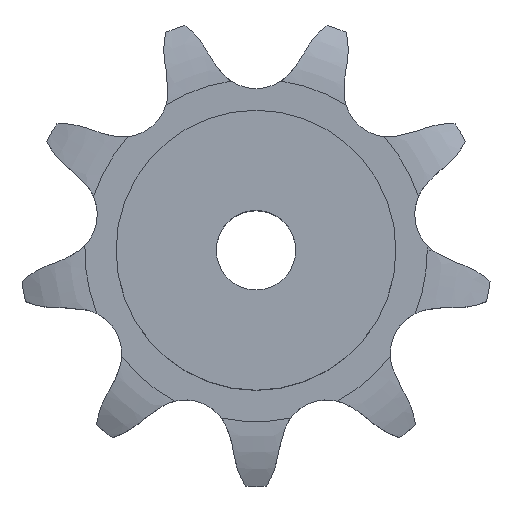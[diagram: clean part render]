
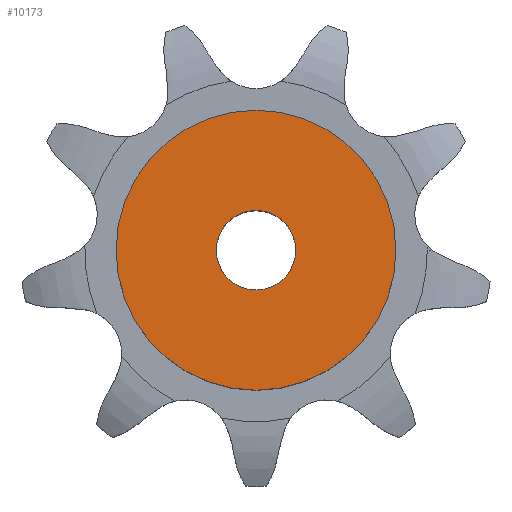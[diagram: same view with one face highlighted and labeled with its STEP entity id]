
A CAD part, top view. The second image highlights one B-rep face of the part: STEP entity #10173.
In plain terms, the highlighted planar face has unit normal (0, 0, 1).
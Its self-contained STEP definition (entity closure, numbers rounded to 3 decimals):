
#1845 = CYLINDRICAL_SURFACE('',#1846,44.);
#1846 = AXIS2_PLACEMENT_3D('',#1847,#1848,#1849);
#1847 = CARTESIAN_POINT('',(0.,0.,0.));
#1848 = DIRECTION('',(-0.,-0.,-1.));
#1849 = DIRECTION('',(1.,0.,0.));
#6772 = VERTEX_POINT('',#6773);
#6773 = CARTESIAN_POINT('',(44.,0.,70.));
#6794 = EDGE_CURVE('',#6772,#6772,#6795,.T.);
#6795 = SURFACE_CURVE('',#6796,(#6801,#6808),.PCURVE_S1.);
#6796 = CIRCLE('',#6797,44.);
#6797 = AXIS2_PLACEMENT_3D('',#6798,#6799,#6800);
#6798 = CARTESIAN_POINT('',(0.,0.,70.));
#6799 = DIRECTION('',(0.,0.,1.));
#6800 = DIRECTION('',(1.,0.,0.));
#6801 = PCURVE('',#1845,#6802);
#6802 = DEFINITIONAL_REPRESENTATION('',(#6803),#6807);
#6803 = LINE('',#6804,#6805);
#6804 = CARTESIAN_POINT('',(-0.,-70.));
#6805 = VECTOR('',#6806,1.);
#6806 = DIRECTION('',(-1.,0.));
#6807 = ( GEOMETRIC_REPRESENTATION_CONTEXT(2) 
PARAMETRIC_REPRESENTATION_CONTEXT() REPRESENTATION_CONTEXT('2D SPACE',''
  ) );
#6808 = PCURVE('',#6809,#6814);
#6809 = PLANE('',#6810);
#6810 = AXIS2_PLACEMENT_3D('',#6811,#6812,#6813);
#6811 = CARTESIAN_POINT('',(0.,0.,70.)
  );
#6812 = DIRECTION('',(0.,0.,1.));
#6813 = DIRECTION('',(1.,0.,0.));
#6814 = DEFINITIONAL_REPRESENTATION('',(#6815),#6819);
#6815 = CIRCLE('',#6816,44.);
#6816 = AXIS2_PLACEMENT_2D('',#6817,#6818);
#6817 = CARTESIAN_POINT('',(0.,0.));
#6818 = DIRECTION('',(1.,0.));
#6819 = ( GEOMETRIC_REPRESENTATION_CONTEXT(2) 
PARAMETRIC_REPRESENTATION_CONTEXT() REPRESENTATION_CONTEXT('2D SPACE',''
  ) );
#8810 = CYLINDRICAL_SURFACE('',#8811,12.5);
#8811 = AXIS2_PLACEMENT_3D('',#8812,#8813,#8814);
#8812 = CARTESIAN_POINT('',(0.,0.,268.497));
#8813 = DIRECTION('',(0.,0.,1.));
#8814 = DIRECTION('',(1.,0.,0.));
#10173 = ADVANCED_FACE('',(#10174,#10177),#6809,.T.);
#10174 = FACE_BOUND('',#10175,.T.);
#10175 = EDGE_LOOP('',(#10176));
#10176 = ORIENTED_EDGE('',*,*,#6794,.T.);
#10177 = FACE_BOUND('',#10178,.T.);
#10178 = EDGE_LOOP('',(#10179));
#10179 = ORIENTED_EDGE('',*,*,#10180,.F.);
#10180 = EDGE_CURVE('',#10181,#10181,#10183,.T.);
#10181 = VERTEX_POINT('',#10182);
#10182 = CARTESIAN_POINT('',(12.5,0.,70.));
#10183 = SURFACE_CURVE('',#10184,(#10189,#10196),.PCURVE_S1.);
#10184 = CIRCLE('',#10185,12.5);
#10185 = AXIS2_PLACEMENT_3D('',#10186,#10187,#10188);
#10186 = CARTESIAN_POINT('',(0.,0.,70.));
#10187 = DIRECTION('',(0.,0.,1.));
#10188 = DIRECTION('',(1.,0.,0.));
#10189 = PCURVE('',#6809,#10190);
#10190 = DEFINITIONAL_REPRESENTATION('',(#10191),#10195);
#10191 = CIRCLE('',#10192,12.5);
#10192 = AXIS2_PLACEMENT_2D('',#10193,#10194);
#10193 = CARTESIAN_POINT('',(0.,0.));
#10194 = DIRECTION('',(1.,0.));
#10195 = ( GEOMETRIC_REPRESENTATION_CONTEXT(2) 
PARAMETRIC_REPRESENTATION_CONTEXT() REPRESENTATION_CONTEXT('2D SPACE',''
  ) );
#10196 = PCURVE('',#8810,#10197);
#10197 = DEFINITIONAL_REPRESENTATION('',(#10198),#10202);
#10198 = LINE('',#10199,#10200);
#10199 = CARTESIAN_POINT('',(0.,-198.497));
#10200 = VECTOR('',#10201,1.);
#10201 = DIRECTION('',(1.,0.));
#10202 = ( GEOMETRIC_REPRESENTATION_CONTEXT(2) 
PARAMETRIC_REPRESENTATION_CONTEXT() REPRESENTATION_CONTEXT('2D SPACE',''
  ) );
